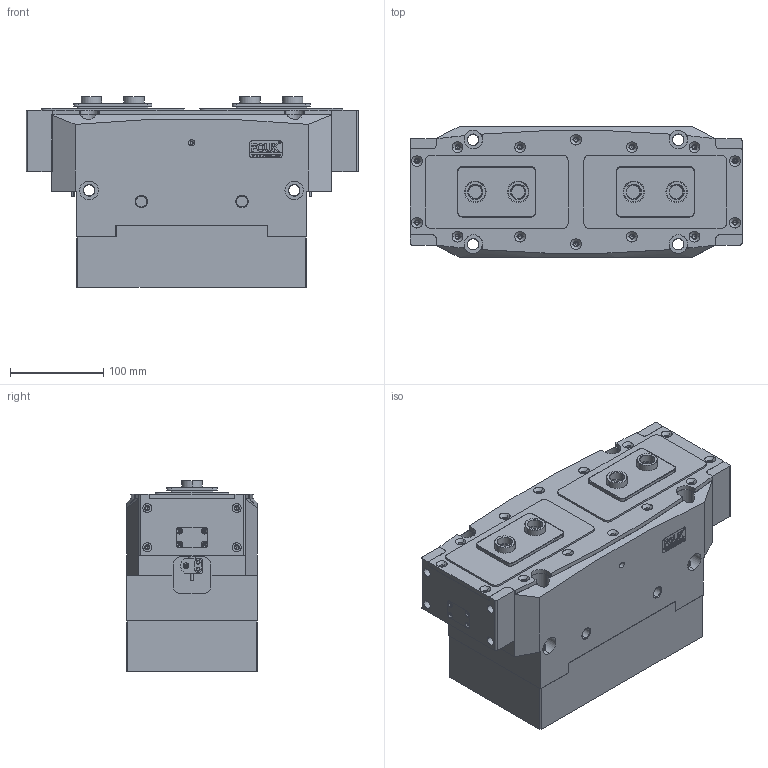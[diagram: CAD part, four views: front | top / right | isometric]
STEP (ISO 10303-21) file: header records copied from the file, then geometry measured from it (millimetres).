
FILE_DESCRIPTION (( 'STEP AP203' ), '1' );
FILE_NAME ('TR148-300-S-P-NC.STEP', '2024-11-19T07:35:17', ( 'USER-' ), ( 'Microsoft' ), 'SwSTEP 2.0', 'SolidWorks 2018', '' );
FILE_SCHEMA (( 'CONFIG_CONTROL_DESIGN' ));
Length unit declared in the file: millimetre
Products named in the file (24): TR148-300-S-P-NC; TR148-300-S; 埴翐芛蹟隊_GB_FASTENER_SCREWS_HSHCS M2X8-N; TR148-300-P杅耀.sldasm-Part-9; 晚假蚾輸; TR148-300-P-耜猾极; 22x16-14隅弇杶; TR148-300-P杅耀.sldasm-Part-1; TR148-300-P杅耀; 羲壽標釱B; 8-30 換覜ん; TR148-300-P杅耀.sldasm-Part-10; 35x18-R3; TR148-300-P杅耀.sldasm-Part-4; TR148-300-P杅耀.sldasm-Part-3; TR148-300-P杅耀.sldasm-Part-5; TR148-300-P杅耀.sldasm-Part-2; TR148-300-S 賑輸; TR148-300-P杅耀.sldasm-Part-7; TR148-300-P杅耀.sldasm-Part-8; TR148-300-NC杅耀.sldasm-Part-1; TR148-300-P杅耀.sldasm-Part-6; TR148-300-P杅耀.sldasm-Part-11; TR148-300-M-01 褲极
Assembly tree (33 placements, depth 4):
  TR148-300-S-P-NC
    TR148-300-P杅耀
      TR148-300-P杅耀.sldasm-Part-1
      TR148-300-P杅耀.sldasm-Part-2
      TR148-300-P杅耀.sldasm-Part-3
      TR148-300-P杅耀.sldasm-Part-4
      TR148-300-P杅耀.sldasm-Part-5
      TR148-300-P杅耀.sldasm-Part-6
      TR148-300-P杅耀.sldasm-Part-7
      TR148-300-P杅耀.sldasm-Part-8
      TR148-300-P杅耀.sldasm-Part-9
      TR148-300-P杅耀.sldasm-Part-10
      TR148-300-P杅耀.sldasm-Part-11
      TR148-300-P-耜猾极
      TR148-300-S
        TR148-300-M-01 褲极
        TR148-300-S 賑輸  x2
        羲壽標釱B  x2
        8-30 換覜ん  x2
        22x16-14隅弇杶  x4
        晚假蚾輸  x2
        埴翐芛蹟隊_GB_FASTENER_SCREWS_HSHCS M2X8-N  x4
        35x18-R3
    TR148-300-NC杅耀.sldasm-Part-1
Bounding box: 356 x 140 x 204.5 mm (x, y, z)
Volume: 7009045.9 mm3; surface area: 697138.5 mm2
Topology: 32 solids, 44 shells, 1964 faces, 4978 edges, 3104 vertices
Faces by surface type: plane 785, cylinder 616, cone 400, bspline 155, torus 8
Entity records: 58909 total; most frequent: CARTESIAN_POINT 15871, ORIENTED_EDGE 8328, DIRECTION 8245, EDGE_CURVE 4164, AXIS2_PLACEMENT_3D 2876, VERTEX_POINT 2674, VECTOR 2493, LINE 2493
